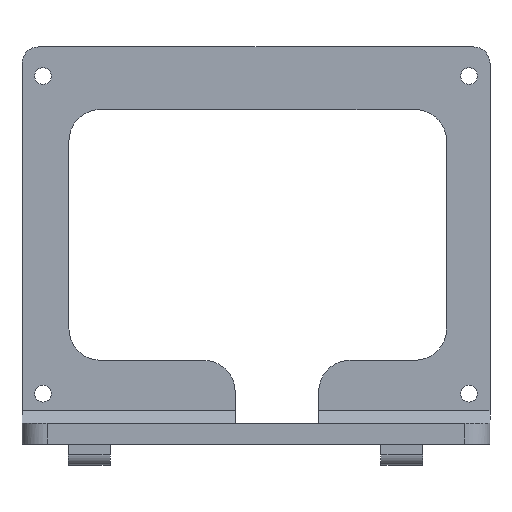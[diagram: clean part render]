
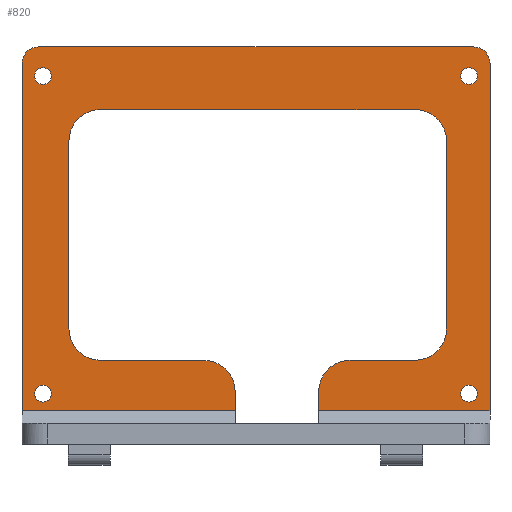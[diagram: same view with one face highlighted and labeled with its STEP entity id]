
A CAD part, front view. The second image highlights one B-rep face of the part: STEP entity #820.
In plain terms, the highlighted planar face has unit normal (0, -1, 0).
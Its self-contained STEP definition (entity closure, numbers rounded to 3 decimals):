
#20=FACE_BOUND('',#110,.T.);
#21=FACE_BOUND('',#111,.T.);
#22=FACE_BOUND('',#112,.T.);
#23=FACE_BOUND('',#113,.T.);
#35=PLANE('',#873);
#62=FACE_OUTER_BOUND('',#109,.T.);
#109=EDGE_LOOP('',(#609,#610,#611,#612,#613,#614,#615,#616,#617,#618,#619,
#620,#621,#622,#623,#624,#625,#626,#627,#628));
#110=EDGE_LOOP('',(#629));
#111=EDGE_LOOP('',(#630));
#112=EDGE_LOOP('',(#631));
#113=EDGE_LOOP('',(#632));
#166=LINE('',#1220,#248);
#181=LINE('',#1256,#263);
#185=LINE('',#1263,#267);
#186=LINE('',#1266,#268);
#187=LINE('',#1270,#269);
#188=LINE('',#1274,#270);
#189=LINE('',#1278,#271);
#190=LINE('',#1282,#272);
#191=LINE('',#1286,#273);
#192=LINE('',#1289,#274);
#193=LINE('',#1291,#275);
#194=LINE('',#1295,#276);
#248=VECTOR('',#969,10.);
#263=VECTOR('',#996,10.);
#267=VECTOR('',#1002,10.);
#268=VECTOR('',#1005,10.);
#269=VECTOR('',#1008,10.);
#270=VECTOR('',#1011,10.);
#271=VECTOR('',#1014,10.);
#272=VECTOR('',#1017,10.);
#273=VECTOR('',#1020,10.);
#274=VECTOR('',#1023,10.);
#275=VECTOR('',#1024,10.);
#276=VECTOR('',#1027,10.);
#325=CIRCLE('',#874,7.5);
#326=CIRCLE('',#875,7.5);
#327=CIRCLE('',#876,7.5);
#328=CIRCLE('',#877,7.5);
#329=CIRCLE('',#878,7.5);
#330=CIRCLE('',#879,7.5);
#331=CIRCLE('',#880,4.);
#332=CIRCLE('',#881,4.);
#333=CIRCLE('',#882,2.);
#334=CIRCLE('',#883,2.);
#335=CIRCLE('',#884,2.);
#336=CIRCLE('',#885,2.);
#368=VERTEX_POINT('',#1217);
#369=VERTEX_POINT('',#1219);
#383=VERTEX_POINT('',#1253);
#384=VERTEX_POINT('',#1255);
#386=VERTEX_POINT('',#1261);
#387=VERTEX_POINT('',#1265);
#388=VERTEX_POINT('',#1267);
#389=VERTEX_POINT('',#1269);
#390=VERTEX_POINT('',#1271);
#391=VERTEX_POINT('',#1273);
#392=VERTEX_POINT('',#1275);
#393=VERTEX_POINT('',#1277);
#394=VERTEX_POINT('',#1279);
#395=VERTEX_POINT('',#1281);
#396=VERTEX_POINT('',#1283);
#397=VERTEX_POINT('',#1285);
#398=VERTEX_POINT('',#1287);
#399=VERTEX_POINT('',#1290);
#400=VERTEX_POINT('',#1292);
#401=VERTEX_POINT('',#1294);
#402=VERTEX_POINT('',#1297);
#403=VERTEX_POINT('',#1299);
#404=VERTEX_POINT('',#1301);
#405=VERTEX_POINT('',#1303);
#451=EDGE_CURVE('',#368,#369,#166,.T.);
#469=EDGE_CURVE('',#383,#384,#181,.T.);
#473=EDGE_CURVE('',#386,#383,#185,.T.);
#474=EDGE_CURVE('',#387,#386,#186,.T.);
#475=EDGE_CURVE('',#388,#387,#325,.T.);
#476=EDGE_CURVE('',#389,#388,#187,.T.);
#477=EDGE_CURVE('',#390,#389,#326,.T.);
#478=EDGE_CURVE('',#391,#390,#188,.T.);
#479=EDGE_CURVE('',#392,#391,#327,.T.);
#480=EDGE_CURVE('',#393,#392,#189,.T.);
#481=EDGE_CURVE('',#394,#393,#328,.T.);
#482=EDGE_CURVE('',#395,#394,#190,.T.);
#483=EDGE_CURVE('',#396,#395,#329,.T.);
#484=EDGE_CURVE('',#397,#396,#191,.T.);
#485=EDGE_CURVE('',#398,#397,#330,.T.);
#486=EDGE_CURVE('',#369,#398,#192,.T.);
#487=EDGE_CURVE('',#399,#368,#193,.T.);
#488=EDGE_CURVE('',#400,#399,#331,.T.);
#489=EDGE_CURVE('',#401,#400,#194,.T.);
#490=EDGE_CURVE('',#384,#401,#332,.T.);
#491=EDGE_CURVE('',#402,#402,#333,.T.);
#492=EDGE_CURVE('',#403,#403,#334,.T.);
#493=EDGE_CURVE('',#404,#404,#335,.T.);
#494=EDGE_CURVE('',#405,#405,#336,.T.);
#609=ORIENTED_EDGE('',*,*,#469,.F.);
#610=ORIENTED_EDGE('',*,*,#473,.F.);
#611=ORIENTED_EDGE('',*,*,#474,.F.);
#612=ORIENTED_EDGE('',*,*,#475,.F.);
#613=ORIENTED_EDGE('',*,*,#476,.F.);
#614=ORIENTED_EDGE('',*,*,#477,.F.);
#615=ORIENTED_EDGE('',*,*,#478,.F.);
#616=ORIENTED_EDGE('',*,*,#479,.F.);
#617=ORIENTED_EDGE('',*,*,#480,.F.);
#618=ORIENTED_EDGE('',*,*,#481,.F.);
#619=ORIENTED_EDGE('',*,*,#482,.F.);
#620=ORIENTED_EDGE('',*,*,#483,.F.);
#621=ORIENTED_EDGE('',*,*,#484,.F.);
#622=ORIENTED_EDGE('',*,*,#485,.F.);
#623=ORIENTED_EDGE('',*,*,#486,.F.);
#624=ORIENTED_EDGE('',*,*,#451,.F.);
#625=ORIENTED_EDGE('',*,*,#487,.F.);
#626=ORIENTED_EDGE('',*,*,#488,.F.);
#627=ORIENTED_EDGE('',*,*,#489,.F.);
#628=ORIENTED_EDGE('',*,*,#490,.F.);
#629=ORIENTED_EDGE('',*,*,#491,.F.);
#630=ORIENTED_EDGE('',*,*,#492,.F.);
#631=ORIENTED_EDGE('',*,*,#493,.F.);
#632=ORIENTED_EDGE('',*,*,#494,.F.);
#820=ADVANCED_FACE('',(#62,#20,#21,#22,#23),#35,.T.);
#873=AXIS2_PLACEMENT_3D('',#1264,#1003,#1004);
#874=AXIS2_PLACEMENT_3D('',#1268,#1006,#1007);
#875=AXIS2_PLACEMENT_3D('',#1272,#1009,#1010);
#876=AXIS2_PLACEMENT_3D('',#1276,#1012,#1013);
#877=AXIS2_PLACEMENT_3D('',#1280,#1015,#1016);
#878=AXIS2_PLACEMENT_3D('',#1284,#1018,#1019);
#879=AXIS2_PLACEMENT_3D('',#1288,#1021,#1022);
#880=AXIS2_PLACEMENT_3D('',#1293,#1025,#1026);
#881=AXIS2_PLACEMENT_3D('',#1296,#1028,#1029);
#882=AXIS2_PLACEMENT_3D('',#1298,#1030,#1031);
#883=AXIS2_PLACEMENT_3D('',#1300,#1032,#1033);
#884=AXIS2_PLACEMENT_3D('',#1302,#1034,#1035);
#885=AXIS2_PLACEMENT_3D('',#1304,#1036,#1037);
#969=DIRECTION('',(-1.,0.,0.));
#996=DIRECTION('',(0.,0.,1.));
#1002=DIRECTION('',(-1.,0.,0.));
#1003=DIRECTION('center_axis',(0.,-1.,0.));
#1004=DIRECTION('ref_axis',(1.,0.,0.));
#1005=DIRECTION('',(0.,0.,-1.));
#1006=DIRECTION('center_axis',(0.,1.,0.));
#1007=DIRECTION('ref_axis',(0.707,0.,0.707));
#1008=DIRECTION('',(1.,0.,0.));
#1009=DIRECTION('center_axis',(0.,-1.,0.));
#1010=DIRECTION('ref_axis',(-0.707,0.,-0.707));
#1011=DIRECTION('',(0.,0.,-1.));
#1012=DIRECTION('center_axis',(0.,-1.,0.));
#1013=DIRECTION('ref_axis',(-0.707,0.,0.707));
#1014=DIRECTION('',(-1.,0.,0.));
#1015=DIRECTION('center_axis',(0.,-1.,0.));
#1016=DIRECTION('ref_axis',(0.707,0.,0.707));
#1017=DIRECTION('',(0.,0.,1.));
#1018=DIRECTION('center_axis',(0.,-1.,0.));
#1019=DIRECTION('ref_axis',(0.707,0.,-0.707));
#1020=DIRECTION('',(1.,0.,0.));
#1021=DIRECTION('center_axis',(0.,1.,0.));
#1022=DIRECTION('ref_axis',(-0.707,0.,0.707));
#1023=DIRECTION('',(0.,0.,1.));
#1024=DIRECTION('',(0.,0.,-1.));
#1025=DIRECTION('center_axis',(0.,1.,0.));
#1026=DIRECTION('ref_axis',(0.707,0.,0.707));
#1027=DIRECTION('',(1.,0.,0.));
#1028=DIRECTION('center_axis',(0.,1.,0.));
#1029=DIRECTION('ref_axis',(-0.707,0.,0.707));
#1030=DIRECTION('center_axis',(0.,-1.,0.));
#1031=DIRECTION('ref_axis',(-1.,0.,0.));
#1032=DIRECTION('center_axis',(0.,-1.,0.));
#1033=DIRECTION('ref_axis',(-1.,0.,0.));
#1034=DIRECTION('center_axis',(0.,-1.,0.));
#1035=DIRECTION('ref_axis',(-1.,0.,0.));
#1036=DIRECTION('center_axis',(0.,-1.,0.));
#1037=DIRECTION('ref_axis',(-1.,0.,0.));
#1217=CARTESIAN_POINT('',(336.,34.274,17.91));
#1219=CARTESIAN_POINT('',(295.,34.274,17.91));
#1220=CARTESIAN_POINT('',(279.288,34.274,17.91));
#1253=CARTESIAN_POINT('',(224.,34.274,17.91));
#1255=CARTESIAN_POINT('',(224.,34.274,101.));
#1256=CARTESIAN_POINT('',(224.,34.274,14.91));
#1261=CARTESIAN_POINT('',(275.,34.274,17.91));
#1263=CARTESIAN_POINT('',(279.288,34.274,17.91));
#1264=CARTESIAN_POINT('Origin',(254.,34.274,14.91));
#1265=CARTESIAN_POINT('',(275.,34.274,22.5));
#1266=CARTESIAN_POINT('',(275.,34.274,17.455));
#1267=CARTESIAN_POINT('',(267.5,34.274,30.));
#1268=CARTESIAN_POINT('Origin',(267.5,34.274,22.5));
#1269=CARTESIAN_POINT('',(242.743,34.274,30.));
#1270=CARTESIAN_POINT('',(289.794,34.274,30.));
#1271=CARTESIAN_POINT('',(235.243,34.274,37.5));
#1272=CARTESIAN_POINT('Origin',(242.743,34.274,37.5));
#1273=CARTESIAN_POINT('',(235.243,34.274,82.5));
#1274=CARTESIAN_POINT('',(235.243,34.274,22.455));
#1275=CARTESIAN_POINT('',(242.743,34.274,90.));
#1276=CARTESIAN_POINT('Origin',(242.743,34.274,82.5));
#1277=CARTESIAN_POINT('',(318.088,34.274,90.));
#1278=CARTESIAN_POINT('',(244.622,34.274,90.));
#1279=CARTESIAN_POINT('',(325.588,34.274,82.5));
#1280=CARTESIAN_POINT('Origin',(318.088,34.274,82.5));
#1281=CARTESIAN_POINT('',(325.588,34.274,37.5));
#1282=CARTESIAN_POINT('',(325.588,34.274,52.455));
#1283=CARTESIAN_POINT('',(318.088,34.274,30.));
#1284=CARTESIAN_POINT('Origin',(318.088,34.274,37.5));
#1285=CARTESIAN_POINT('',(302.5,34.274,30.));
#1286=CARTESIAN_POINT('',(289.794,34.274,30.));
#1287=CARTESIAN_POINT('',(295.,34.274,22.5));
#1288=CARTESIAN_POINT('Origin',(302.5,34.274,22.5));
#1289=CARTESIAN_POINT('',(295.,34.274,22.455));
#1290=CARTESIAN_POINT('',(336.,34.274,101.));
#1291=CARTESIAN_POINT('',(336.,34.274,13.667));
#1292=CARTESIAN_POINT('',(332.,34.274,105.));
#1293=CARTESIAN_POINT('Origin',(332.,34.274,101.));
#1294=CARTESIAN_POINT('',(228.,34.274,105.));
#1295=CARTESIAN_POINT('',(239.,34.274,105.));
#1296=CARTESIAN_POINT('Origin',(228.,34.274,101.));
#1297=CARTESIAN_POINT('',(333.,34.274,98.));
#1298=CARTESIAN_POINT('Origin',(331.,34.274,98.));
#1299=CARTESIAN_POINT('',(231.,34.274,98.));
#1300=CARTESIAN_POINT('Origin',(229.,34.274,98.));
#1301=CARTESIAN_POINT('',(231.,34.274,22.));
#1302=CARTESIAN_POINT('Origin',(229.,34.274,22.));
#1303=CARTESIAN_POINT('',(333.,34.274,22.));
#1304=CARTESIAN_POINT('Origin',(331.,34.274,22.));
